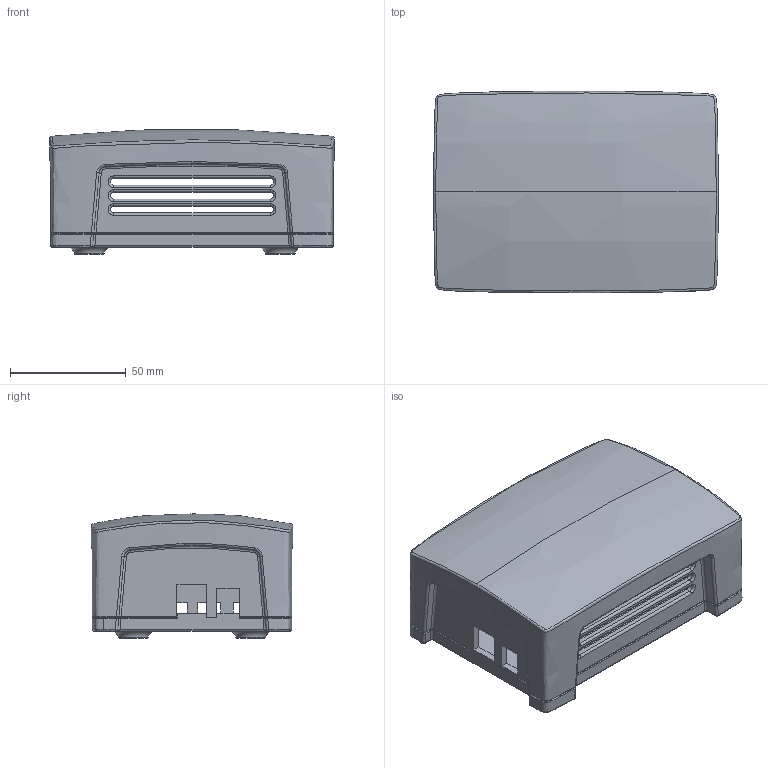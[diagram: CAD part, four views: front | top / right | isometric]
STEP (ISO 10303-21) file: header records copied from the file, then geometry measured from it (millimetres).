
FILE_DESCRIPTION(('HOOPS Exchange Step'),'2;1');
FILE_NAME('temp_export','2023-12-19T13:35:23+05:00',('mobile'),('Shapr3D Limited'),'HOOPS Exchange 2023.2','Shapr3D','Authorized');
FILE_SCHEMA( ('AUTOMOTIVE_DESIGN { 1 0 10303 214 1 1 1 1 }') );
Length unit declared in the file: millimetre
Products named in the file (2): Top; root
Assembly tree (1 placements, depth 2):
  root
    Top
Bounding box: 122.97 x 87.18 x 53.66 mm (x, y, z)
Volume: 153461.4 mm3; surface area: 72464.4 mm2
Topology: 2 solids, 2 shells, 412 faces, 1020 edges, 627 vertices
Faces by surface type: cylinder 126, plane 114, bspline 101, torus 60, sphere 11
Full cylindrical faces by diameter (mm): 2.54 x4, 2.6 x8, 4.7 x4, 9 x4
Entity records: 45276 total; most frequent: CARTESIAN_POINT 35706, ORIENTED_EDGE 2014, DIRECTION 1944, EDGE_CURVE 1007, AXIS2_PLACEMENT_3D 781, VERTEX_POINT 627, EDGE_LOOP 468, FACE_BOUND 468
